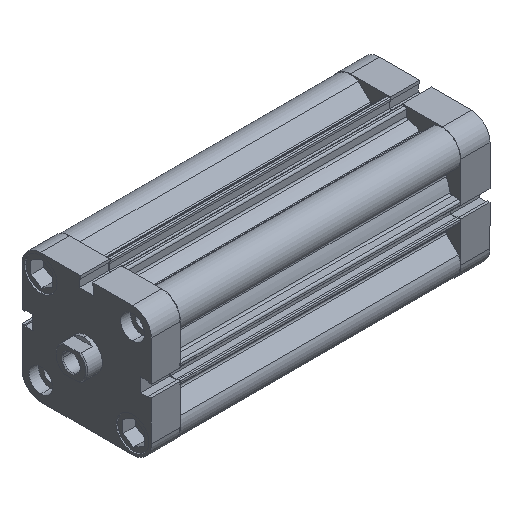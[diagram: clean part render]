
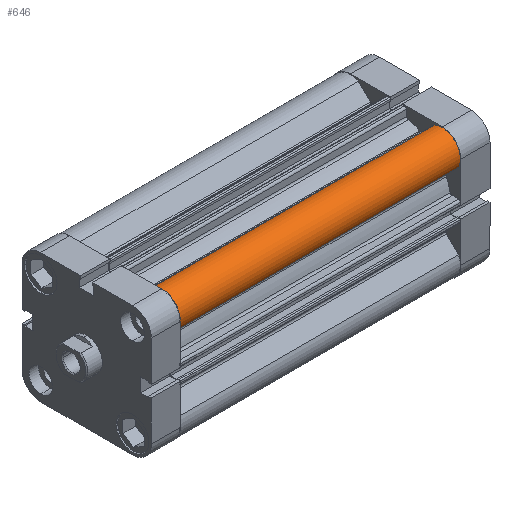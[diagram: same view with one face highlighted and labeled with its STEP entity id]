
A CAD part, isometric view. The second image highlights one B-rep face of the part: STEP entity #646.
In plain terms, the highlighted cylindrical face has radius 9.25 mm (diameter 18.5 mm), a partial arc.
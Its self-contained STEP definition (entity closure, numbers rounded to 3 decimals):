
#184 = ORIENTED_EDGE ( 'NONE', *, *, #4618, .F. ) ;
#196 = ORIENTED_EDGE ( 'NONE', *, *, #4024, .T. ) ;
#198 = ORIENTED_EDGE ( 'NONE', *, *, #3697, .T. ) ;
#203 = ORIENTED_EDGE ( 'NONE', *, *, #3702, .F. ) ;
#646 = ADVANCED_FACE ( 'NONE', ( #9859 ), #9858, .T. ) ;
#1204 = VERTEX_POINT ( 'NONE', #5971 ) ;
#1205 = VERTEX_POINT ( 'NONE', #5972 ) ;
#1234 = VERTEX_POINT ( 'NONE', #6001 ) ;
#1238 = VERTEX_POINT ( 'NONE', #6005 ) ;
#2287 = CARTESIAN_POINT ( 'NONE',  ( 23.25, -23.25, 142. ) ) ;
#2296 = DIRECTION ( 'NONE',  ( 0., 0., 1. ) ) ;
#2297 = DIRECTION ( 'NONE',  ( -1., 0., 0. ) ) ;
#3253 = CIRCLE ( 'NONE', #5069, 9.25 ) ;
#3697 = EDGE_CURVE ( 'NONE', #1238, #1205, #6701, .T. ) ;
#3702 = EDGE_CURVE ( 'NONE', #1234, #1204, #6716, .T. ) ;
#4024 = EDGE_CURVE ( 'NONE', #1205, #1204, #6925, .T. ) ;
#4618 = EDGE_CURVE ( 'NONE', #1238, #1234, #3253, .T. ) ;
#4702 = AXIS2_PLACEMENT_3D ( 'NONE', #5329, #5321, #5324 ) ;
#4878 = AXIS2_PLACEMENT_3D ( 'NONE', #7835, #7849, #7850 ) ;
#5069 = AXIS2_PLACEMENT_3D ( 'NONE', #2287, #2296, #2297 ) ;
#5321 = DIRECTION ( 'NONE',  ( 0., 0., -1. ) ) ;
#5324 = DIRECTION ( 'NONE',  ( -1., 0., 0. ) ) ;
#5329 = CARTESIAN_POINT ( 'NONE',  ( 23.25, -23.25, 142. ) ) ;
#5971 = CARTESIAN_POINT ( 'NONE',  ( 31.559, -19.184, 0. ) ) ;
#5972 = CARTESIAN_POINT ( 'NONE',  ( 19.184, -31.559, 0. ) ) ;
#6001 = CARTESIAN_POINT ( 'NONE',  ( 31.559, -19.184, 142. ) ) ;
#6005 = CARTESIAN_POINT ( 'NONE',  ( 19.184, -31.559, 142. ) ) ;
#6389 = CARTESIAN_POINT ( 'NONE',  ( 19.184, -31.559, 142. ) ) ;
#6392 = DIRECTION ( 'NONE',  ( 0., 0., -1. ) ) ;
#6401 = CARTESIAN_POINT ( 'NONE',  ( 31.559, -19.184, 142. ) ) ;
#6402 = DIRECTION ( 'NONE',  ( 0., 0., -1. ) ) ;
#6701 = LINE ( 'NONE', #6389, #6706 ) ;
#6706 = VECTOR ( 'NONE', #6392, 1000. ) ;
#6716 = LINE ( 'NONE', #6401, #6717 ) ;
#6717 = VECTOR ( 'NONE', #6402, 1000. ) ;
#6925 = CIRCLE ( 'NONE', #4878, 9.25 ) ;
#7835 = CARTESIAN_POINT ( 'NONE',  ( 23.25, -23.25, 0. ) ) ;
#7849 = DIRECTION ( 'NONE',  ( 0., 0., 1. ) ) ;
#7850 = DIRECTION ( 'NONE',  ( -1., 0., 0. ) ) ;
#9467 = EDGE_LOOP ( 'NONE', ( #196, #203, #184, #198 ) ) ;
#9858 = CYLINDRICAL_SURFACE ( 'NONE', #4702, 9.25 ) ;
#9859 = FACE_OUTER_BOUND ( 'NONE', #9467, .T. ) ;
